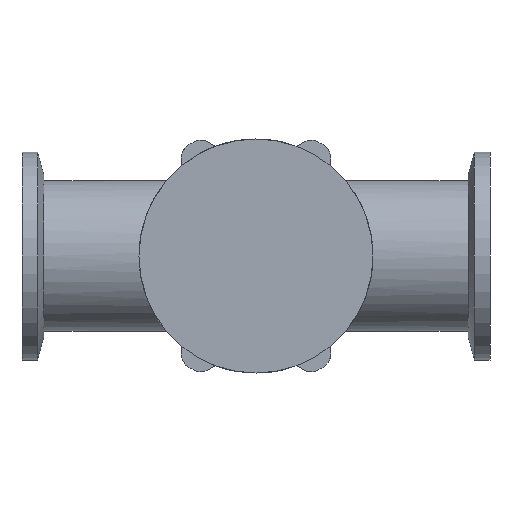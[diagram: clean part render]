
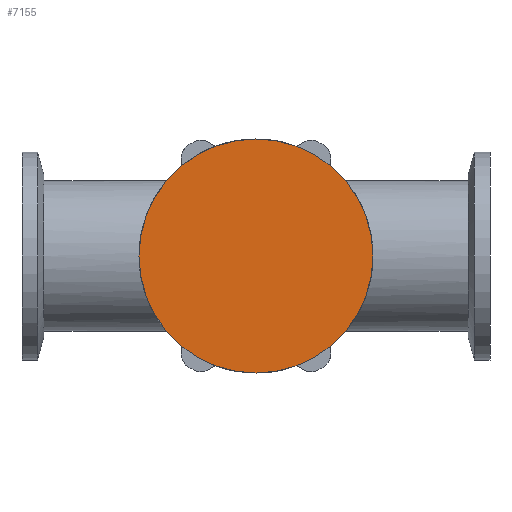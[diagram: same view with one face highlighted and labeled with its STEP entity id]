
A CAD part, front view. The second image highlights one B-rep face of the part: STEP entity #7155.
In plain terms, the highlighted planar face has unit normal (0, -1, 0).
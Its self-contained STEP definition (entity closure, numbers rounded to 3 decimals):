
#2537 = DIRECTION ( 'NONE',  ( 0., 0., 1. ) ) ;
#3125 = CIRCLE ( 'NONE', #41924, 22.5 ) ;
#5354 = EDGE_LOOP ( 'NONE', ( #25207, #26004 ) ) ;
#7155 = ADVANCED_FACE ( 'NONE', ( #42860 ), #11477, .F. ) ;
#7214 = AXIS2_PLACEMENT_3D ( 'NONE', #54659, #14121, #15280 ) ;
#7307 = DIRECTION ( 'NONE',  ( 0., 1., 0. ) ) ;
#8606 = CARTESIAN_POINT ( 'NONE',  ( 0., -25., 22.5 ) ) ;
#11477 = PLANE ( 'NONE',  #54734 ) ;
#14121 = DIRECTION ( 'NONE',  ( 0., 1., 0. ) ) ;
#15280 = DIRECTION ( 'NONE',  ( 0., 0., 1. ) ) ;
#21342 = CARTESIAN_POINT ( 'NONE',  ( 0., -25., 0. ) ) ;
#21465 = CIRCLE ( 'NONE', #7214, 22.5 ) ;
#24829 = VERTEX_POINT ( 'NONE', #8606 ) ;
#25207 = ORIENTED_EDGE ( 'NONE', *, *, #55050, .F. ) ;
#26004 = ORIENTED_EDGE ( 'NONE', *, *, #33240, .F. ) ;
#29999 = CARTESIAN_POINT ( 'NONE',  ( 0., -25., -22.5 ) ) ;
#30124 = CARTESIAN_POINT ( 'NONE',  ( 0., -25., 0. ) ) ;
#32134 = VERTEX_POINT ( 'NONE', #29999 ) ;
#33240 = EDGE_CURVE ( 'NONE', #24829, #32134, #3125, .T. ) ;
#41924 = AXIS2_PLACEMENT_3D ( 'NONE', #21342, #43811, #44402 ) ;
#42860 = FACE_OUTER_BOUND ( 'NONE', #5354, .T. ) ;
#43811 = DIRECTION ( 'NONE',  ( 0., 1., 0. ) ) ;
#44402 = DIRECTION ( 'NONE',  ( 0., 0., 1. ) ) ;
#54659 = CARTESIAN_POINT ( 'NONE',  ( 0., -25., 0. ) ) ;
#54734 = AXIS2_PLACEMENT_3D ( 'NONE', #30124, #7307, #2537 ) ;
#55050 = EDGE_CURVE ( 'NONE', #32134, #24829, #21465, .T. ) ;
